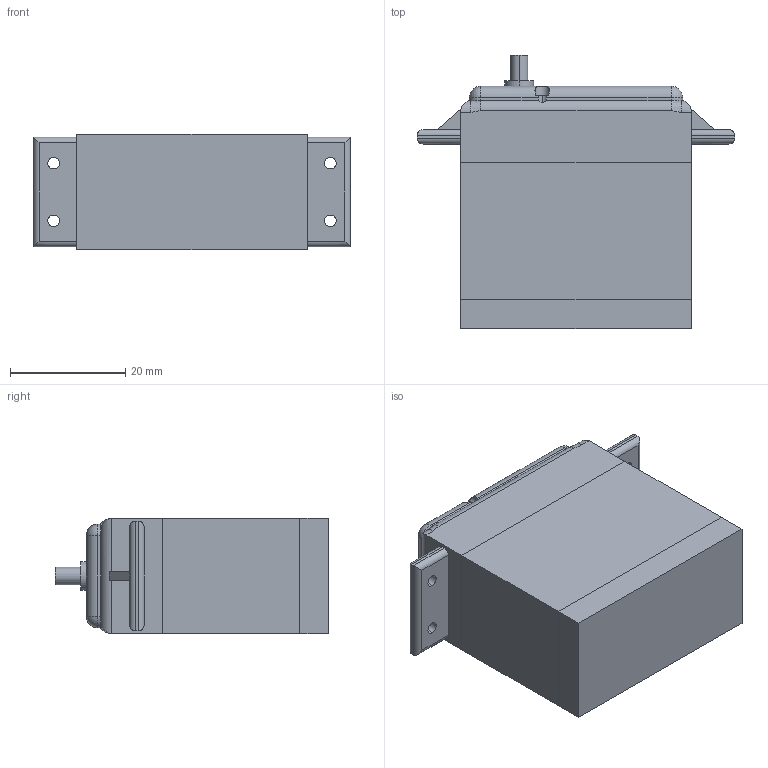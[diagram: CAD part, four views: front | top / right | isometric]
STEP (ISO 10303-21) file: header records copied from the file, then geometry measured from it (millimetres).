
FILE_DESCRIPTION (( 'STEP AP203' ), '1' );
FILE_NAME ('servo motor_Default_sldprt.STEP', '2021-10-27T16:36:54', ( '' ), ( '' ), 'SwSTEP 2.0', 'SolidWorks 2021', '' );
FILE_SCHEMA (( 'CONFIG_CONTROL_DESIGN' ));
Length unit declared in the file: millimetre
Products named in the file (1): servo motor_Default_sldprt
Bounding box: 55 x 47.38 x 20 mm (x, y, z)
Volume: 33745.5 mm3; surface area: 7201 mm2
Topology: 1 solids, 1 shells, 119 faces, 301 edges, 182 vertices
Faces by surface type: cylinder 55, plane 52, cone 4, bspline 4, sphere 4
Entity records: 3824 total; most frequent: CARTESIAN_POINT 922, DIRECTION 593, ORIENTED_EDGE 586, EDGE_CURVE 293, AXIS2_PLACEMENT_3D 211, VERTEX_POINT 182, LINE 171, VECTOR 171
